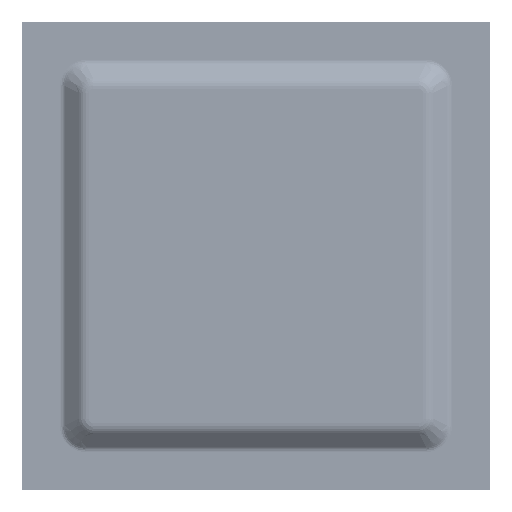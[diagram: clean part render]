
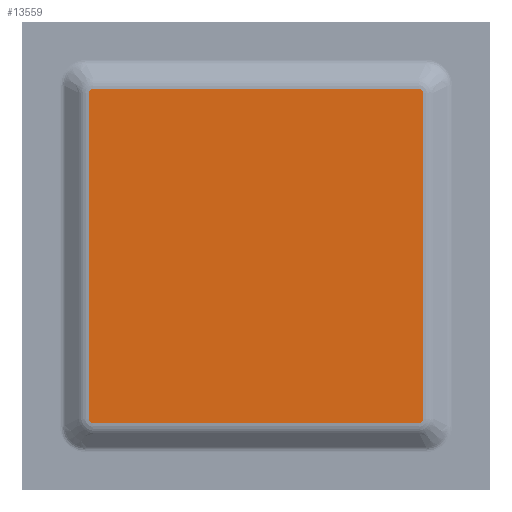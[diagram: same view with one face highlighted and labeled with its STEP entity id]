
A CAD part, top view. The second image highlights one B-rep face of the part: STEP entity #13559.
In plain terms, the highlighted face is planar.
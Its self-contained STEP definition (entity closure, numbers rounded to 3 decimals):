
#11592=CARTESIAN_POINT('',(8.219,1.4,-8.01));
#11593=CARTESIAN_POINT('',(8.219,1.4,-8.014));
#11594=CARTESIAN_POINT('',(8.219,1.4,-8.024));
#11595=CARTESIAN_POINT('',(8.216,1.4,-8.041));
#11596=CARTESIAN_POINT('',(8.212,1.4,-8.06));
#11597=CARTESIAN_POINT('',(8.205,1.4,-8.079));
#11598=CARTESIAN_POINT('',(8.195,1.4,-8.099));
#11599=CARTESIAN_POINT('',(8.184,1.4,-8.118));
#11600=CARTESIAN_POINT('',(8.17,1.4,-8.137));
#11601=CARTESIAN_POINT('',(8.154,1.4,-8.154));
#11602=CARTESIAN_POINT('',(8.137,1.4,-8.17));
#11603=CARTESIAN_POINT('',(8.118,1.4,-8.184));
#11604=CARTESIAN_POINT('',(8.099,1.4,-8.195));
#11605=CARTESIAN_POINT('',(8.079,1.4,-8.205));
#11606=CARTESIAN_POINT('',(8.06,1.4,-8.212));
#11607=CARTESIAN_POINT('',(8.041,1.4,-8.216));
#11608=CARTESIAN_POINT('',(8.024,1.4,-8.219));
#11609=CARTESIAN_POINT('',(8.014,1.4,-8.219));
#11610=CARTESIAN_POINT('',(8.01,1.4,-8.219));
#11615=DIRECTION('',(0.,0.,-1.));
#11616=VECTOR('',#11615,16.019);
#11617=CARTESIAN_POINT('',(8.219,1.4,8.01));
#11618=LINE('',#11617,#11616);
#11622=CARTESIAN_POINT('',(8.01,1.4,8.219));
#11623=CARTESIAN_POINT('',(8.014,1.4,8.219));
#11624=CARTESIAN_POINT('',(8.024,1.4,8.219));
#11625=CARTESIAN_POINT('',(8.041,1.4,8.216));
#11626=CARTESIAN_POINT('',(8.06,1.4,8.212));
#11627=CARTESIAN_POINT('',(8.079,1.4,8.205));
#11628=CARTESIAN_POINT('',(8.099,1.4,8.195));
#11629=CARTESIAN_POINT('',(8.118,1.4,8.184));
#11630=CARTESIAN_POINT('',(8.137,1.4,8.17));
#11631=CARTESIAN_POINT('',(8.154,1.4,8.154));
#11632=CARTESIAN_POINT('',(8.17,1.4,8.137));
#11633=CARTESIAN_POINT('',(8.184,1.4,8.118));
#11634=CARTESIAN_POINT('',(8.195,1.4,8.099));
#11635=CARTESIAN_POINT('',(8.205,1.4,8.079));
#11636=CARTESIAN_POINT('',(8.212,1.4,8.06));
#11637=CARTESIAN_POINT('',(8.216,1.4,8.041));
#11638=CARTESIAN_POINT('',(8.219,1.4,8.024));
#11639=CARTESIAN_POINT('',(8.219,1.4,8.014));
#11640=CARTESIAN_POINT('',(8.219,1.4,8.01));
#11645=DIRECTION('',(1.,0.,0.));
#11646=VECTOR('',#11645,16.019);
#11647=CARTESIAN_POINT('',(-8.01,1.4,8.219));
#11648=LINE('',#11647,#11646);
#11652=CARTESIAN_POINT('',(-8.219,1.4,8.01));
#11653=CARTESIAN_POINT('',(-8.219,1.4,8.014));
#11654=CARTESIAN_POINT('',(-8.219,1.4,8.024));
#11655=CARTESIAN_POINT('',(-8.216,1.4,8.041));
#11656=CARTESIAN_POINT('',(-8.212,1.4,8.06));
#11657=CARTESIAN_POINT('',(-8.205,1.4,8.079));
#11658=CARTESIAN_POINT('',(-8.195,1.4,8.099));
#11659=CARTESIAN_POINT('',(-8.184,1.4,8.118));
#11660=CARTESIAN_POINT('',(-8.17,1.4,8.137));
#11661=CARTESIAN_POINT('',(-8.154,1.4,8.154));
#11662=CARTESIAN_POINT('',(-8.137,1.4,8.17));
#11663=CARTESIAN_POINT('',(-8.118,1.4,8.184));
#11664=CARTESIAN_POINT('',(-8.099,1.4,8.195));
#11665=CARTESIAN_POINT('',(-8.079,1.4,8.205));
#11666=CARTESIAN_POINT('',(-8.06,1.4,8.212));
#11667=CARTESIAN_POINT('',(-8.041,1.4,8.216));
#11668=CARTESIAN_POINT('',(-8.024,1.4,8.219));
#11669=CARTESIAN_POINT('',(-8.014,1.4,8.219));
#11670=CARTESIAN_POINT('',(-8.01,1.4,8.219));
#11675=DIRECTION('',(0.,0.,1.));
#11676=VECTOR('',#11675,16.019);
#11677=CARTESIAN_POINT('',(-8.219,1.4,-8.01));
#11678=LINE('',#11677,#11676);
#11682=CARTESIAN_POINT('',(-8.01,1.4,-8.219));
#11683=CARTESIAN_POINT('',(-8.014,1.4,-8.219));
#11684=CARTESIAN_POINT('',(-8.024,1.4,-8.219));
#11685=CARTESIAN_POINT('',(-8.041,1.4,-8.216));
#11686=CARTESIAN_POINT('',(-8.06,1.4,-8.212));
#11687=CARTESIAN_POINT('',(-8.079,1.4,-8.205));
#11688=CARTESIAN_POINT('',(-8.099,1.4,-8.195));
#11689=CARTESIAN_POINT('',(-8.118,1.4,-8.184));
#11690=CARTESIAN_POINT('',(-8.137,1.4,-8.17));
#11691=CARTESIAN_POINT('',(-8.154,1.4,-8.154));
#11692=CARTESIAN_POINT('',(-8.17,1.4,-8.137));
#11693=CARTESIAN_POINT('',(-8.184,1.4,-8.118));
#11694=CARTESIAN_POINT('',(-8.195,1.4,-8.099));
#11695=CARTESIAN_POINT('',(-8.205,1.4,-8.079));
#11696=CARTESIAN_POINT('',(-8.212,1.4,-8.06));
#11697=CARTESIAN_POINT('',(-8.216,1.4,-8.041));
#11698=CARTESIAN_POINT('',(-8.219,1.4,-8.024));
#11699=CARTESIAN_POINT('',(-8.219,1.4,-8.014));
#11700=CARTESIAN_POINT('',(-8.219,1.4,-8.01));
#11705=DIRECTION('',(-1.,0.,0.));
#11706=VECTOR('',#11705,16.019);
#11707=CARTESIAN_POINT('',(8.01,1.4,-8.219));
#11708=LINE('',#11707,#11706);
#12478=VERTEX_POINT('',#11592);
#12479=VERTEX_POINT('',#11610);
#12482=CARTESIAN_POINT('',(-8.01,1.4,-8.219));
#12483=VERTEX_POINT('',#12482);
#12486=VERTEX_POINT('',#11700);
#12488=CARTESIAN_POINT('',(-8.219,1.4,8.01));
#12489=VERTEX_POINT('',#12488);
#12492=VERTEX_POINT('',#11670);
#12494=CARTESIAN_POINT('',(8.01,1.4,8.219));
#12495=VERTEX_POINT('',#12494);
#12498=VERTEX_POINT('',#11640);
#13537=CARTESIAN_POINT('',(0.,1.4,0.));
#13538=DIRECTION('',(0.,1.,0.));
#13539=DIRECTION('',(1.,0.,0.));
#13540=AXIS2_PLACEMENT_3D('',#13537,#13538,#13539);
#13541=PLANE('',#13540);
#13543=ORIENTED_EDGE('',*,*,#13542,.F.);
#13545=ORIENTED_EDGE('',*,*,#13544,.F.);
#13547=ORIENTED_EDGE('',*,*,#13546,.F.);
#13549=ORIENTED_EDGE('',*,*,#13548,.F.);
#13551=ORIENTED_EDGE('',*,*,#13550,.F.);
#13552=ORIENTED_EDGE('',*,*,#13527,.F.);
#13554=ORIENTED_EDGE('',*,*,#13553,.F.);
#13556=ORIENTED_EDGE('',*,*,#13555,.F.);
#13557=EDGE_LOOP('',(#13543,#13545,#13547,#13549,#13551,#13552,#13554,#13556));
#13558=FACE_OUTER_BOUND('',#13557,.F.);
#11611=B_SPLINE_CURVE_WITH_KNOTS('',3,(#11592,#11593,#11594,#11595,#11596,
#11597,#11598,#11599,#11600,#11601,#11602,#11603,#11604,#11605,#11606,#11607,
#11608,#11609,#11610),.UNSPECIFIED.,.F.,.F.,(4,1,1,1,1,1,1,1,1,1,1,1,1,1,1,1,4),
(0.,0.063,0.125,0.188,0.25,0.313,0.375,0.438,0.5,0.563,
0.625,0.688,0.75,0.813,0.875,0.938,1.),.UNSPECIFIED.);
#11641=B_SPLINE_CURVE_WITH_KNOTS('',3,(#11622,#11623,#11624,#11625,#11626,
#11627,#11628,#11629,#11630,#11631,#11632,#11633,#11634,#11635,#11636,#11637,
#11638,#11639,#11640),.UNSPECIFIED.,.F.,.F.,(4,1,1,1,1,1,1,1,1,1,1,1,1,1,1,1,4),
(0.,0.063,0.125,0.188,0.25,0.313,0.375,0.438,0.5,0.563,
0.625,0.688,0.75,0.813,0.875,0.938,1.),.UNSPECIFIED.);
#11671=B_SPLINE_CURVE_WITH_KNOTS('',3,(#11652,#11653,#11654,#11655,#11656,
#11657,#11658,#11659,#11660,#11661,#11662,#11663,#11664,#11665,#11666,#11667,
#11668,#11669,#11670),.UNSPECIFIED.,.F.,.F.,(4,1,1,1,1,1,1,1,1,1,1,1,1,1,1,1,4),
(0.,0.063,0.125,0.188,0.25,0.313,0.375,0.438,0.5,0.563,
0.625,0.688,0.75,0.813,0.875,0.938,1.),.UNSPECIFIED.);
#11701=B_SPLINE_CURVE_WITH_KNOTS('',3,(#11682,#11683,#11684,#11685,#11686,
#11687,#11688,#11689,#11690,#11691,#11692,#11693,#11694,#11695,#11696,#11697,
#11698,#11699,#11700),.UNSPECIFIED.,.F.,.F.,(4,1,1,1,1,1,1,1,1,1,1,1,1,1,1,1,4),
(0.,0.063,0.125,0.188,0.25,0.313,0.375,0.438,0.5,0.563,
0.625,0.688,0.75,0.813,0.875,0.938,1.),.UNSPECIFIED.);
#13527=EDGE_CURVE('',#12486,#12489,#11678,.T.);
#13542=EDGE_CURVE('',#12478,#12479,#11611,.T.);
#13544=EDGE_CURVE('',#12498,#12478,#11618,.T.);
#13546=EDGE_CURVE('',#12495,#12498,#11641,.T.);
#13548=EDGE_CURVE('',#12492,#12495,#11648,.T.);
#13550=EDGE_CURVE('',#12489,#12492,#11671,.T.);
#13553=EDGE_CURVE('',#12483,#12486,#11701,.T.);
#13555=EDGE_CURVE('',#12479,#12483,#11708,.T.);
#13559=ADVANCED_FACE('',(#13558),#13541,.T.);
